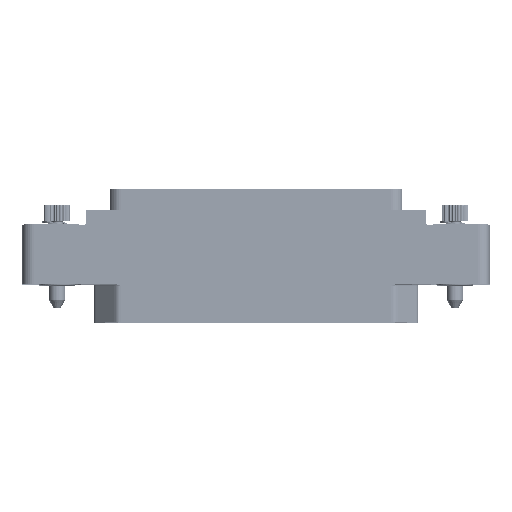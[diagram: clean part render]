
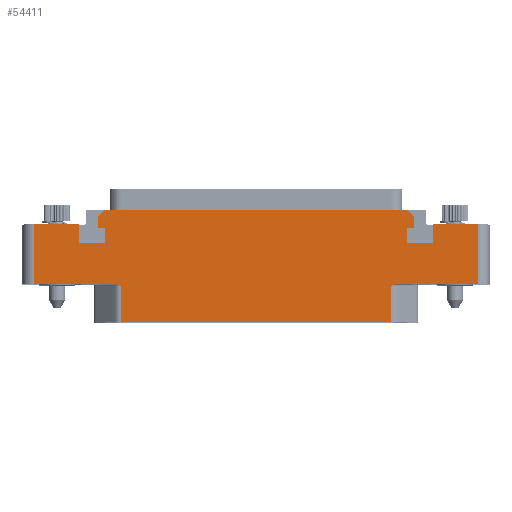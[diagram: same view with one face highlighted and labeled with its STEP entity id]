
A CAD part, top view. The second image highlights one B-rep face of the part: STEP entity #54411.
In plain terms, the highlighted planar face has unit normal (0, 0, 1).
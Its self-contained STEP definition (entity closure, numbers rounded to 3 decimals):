
#2280=DIRECTION('',(-1.,0.,0.));
#2281=VECTOR('',#2280,46.236);
#2282=CARTESIAN_POINT('',(23.118,-6.5,7.));
#2283=LINE('',#2282,#2281);
#2421=DIRECTION('',(0.,1.,0.));
#2422=VECTOR('',#2421,6.3);
#2423=CARTESIAN_POINT('',(23.118,-6.5,7.));
#2424=LINE('',#2423,#2422);
#2430=CARTESIAN_POINT('',(23.118,-0.2,7.));
#2431=CARTESIAN_POINT('',(23.155,-0.186,7.));
#2432=CARTESIAN_POINT('',(23.225,-0.161,7.));
#2433=CARTESIAN_POINT('',(23.318,-0.128,7.));
#2434=CARTESIAN_POINT('',(23.402,-0.1,7.));
#2435=CARTESIAN_POINT('',(23.479,-0.076,7.));
#2436=CARTESIAN_POINT('',(23.552,-0.055,7.));
#2437=CARTESIAN_POINT('',(23.623,-0.038,7.));
#2438=CARTESIAN_POINT('',(23.695,-0.022,7.));
#2439=CARTESIAN_POINT('',(23.769,-0.01,7.));
#2440=CARTESIAN_POINT('',(23.844,-0.002,7.));
#2441=CARTESIAN_POINT('',(23.893,0.,7.));
#2442=CARTESIAN_POINT('',(23.918,0.,7.));
#2449=DIRECTION('',(1.,0.,0.));
#2450=VECTOR('',#2449,7.8);
#2451=CARTESIAN_POINT('',(-38.,10.25,7.));
#2452=LINE('',#2451,#2450);
#2453=DIRECTION('',(0.,-1.,0.));
#2454=VECTOR('',#2453,3.2);
#2455=CARTESIAN_POINT('',(-30.2,10.25,7.));
#2456=LINE('',#2455,#2454);
#2457=DIRECTION('',(1.,0.,0.));
#2458=VECTOR('',#2457,4.4);
#2459=CARTESIAN_POINT('',(-30.2,7.05,7.));
#2460=LINE('',#2459,#2458);
#2461=DIRECTION('',(0.,1.,0.));
#2462=VECTOR('',#2461,2.6);
#2463=CARTESIAN_POINT('',(-25.8,7.05,7.));
#2464=LINE('',#2463,#2462);
#2465=DIRECTION('',(-1.,0.,0.));
#2466=VECTOR('',#2465,1.2);
#2467=CARTESIAN_POINT('',(-25.8,9.65,7.));
#2468=LINE('',#2467,#2466);
#2469=DIRECTION('',(0.,-1.,0.));
#2470=VECTOR('',#2469,1.9);
#2471=CARTESIAN_POINT('',(-27.,11.55,7.));
#2472=LINE('',#2471,#2470);
#2473=DIRECTION('',(1.,0.,0.));
#2474=VECTOR('',#2473,51.6);
#2475=CARTESIAN_POINT('',(-25.8,12.75,7.));
#2476=LINE('',#2475,#2474);
#2477=DIRECTION('',(0.,-1.,0.));
#2478=VECTOR('',#2477,1.9);
#2479=CARTESIAN_POINT('',(27.,11.55,7.));
#2480=LINE('',#2479,#2478);
#2481=DIRECTION('',(-1.,0.,0.));
#2482=VECTOR('',#2481,1.2);
#2483=CARTESIAN_POINT('',(27.,9.65,7.));
#2484=LINE('',#2483,#2482);
#2485=DIRECTION('',(0.,-1.,0.));
#2486=VECTOR('',#2485,2.6);
#2487=CARTESIAN_POINT('',(25.8,9.65,7.));
#2488=LINE('',#2487,#2486);
#2489=DIRECTION('',(1.,0.,0.));
#2490=VECTOR('',#2489,4.4);
#2491=CARTESIAN_POINT('',(25.8,7.05,7.));
#2492=LINE('',#2491,#2490);
#2493=DIRECTION('',(0.,1.,0.));
#2494=VECTOR('',#2493,3.2);
#2495=CARTESIAN_POINT('',(30.2,7.05,7.));
#2496=LINE('',#2495,#2494);
#2497=DIRECTION('',(1.,0.,0.));
#2498=VECTOR('',#2497,7.8);
#2499=CARTESIAN_POINT('',(30.2,10.25,7.));
#2500=LINE('',#2499,#2498);
#2501=DIRECTION('',(1.,0.,0.));
#2502=VECTOR('',#2501,14.082);
#2503=CARTESIAN_POINT('',(23.918,0.,7.));
#2504=LINE('',#2503,#2502);
#2530=DIRECTION('',(0.,1.,0.));
#2531=VECTOR('',#2530,10.25);
#2532=CARTESIAN_POINT('',(38.,0.,7.));
#2533=LINE('',#2532,#2531);
#2806=DIRECTION('',(0.707,-0.707,0.));
#2807=VECTOR('',#2806,1.697);
#2808=CARTESIAN_POINT('',(25.8,12.75,7.));
#2809=LINE('',#2808,#2807);
#2830=DIRECTION('',(-0.707,-0.707,0.));
#2831=VECTOR('',#2830,1.697);
#2832=CARTESIAN_POINT('',(-25.8,12.75,7.));
#2833=LINE('',#2832,#2831);
#2902=DIRECTION('',(0.,-1.,0.));
#2903=VECTOR('',#2902,10.25);
#2904=CARTESIAN_POINT('',(-38.,10.25,7.));
#2905=LINE('',#2904,#2903);
#2937=DIRECTION('',(1.,0.,0.));
#2938=VECTOR('',#2937,14.082);
#2939=CARTESIAN_POINT('',(-38.,0.,7.));
#2940=LINE('',#2939,#2938);
#3047=CARTESIAN_POINT('',(-23.918,0.,7.));
#3048=CARTESIAN_POINT('',(-23.893,0.,7.));
#3049=CARTESIAN_POINT('',(-23.844,-0.002,7.));
#3050=CARTESIAN_POINT('',(-23.769,-0.01,7.));
#3051=CARTESIAN_POINT('',(-23.695,-0.022,7.));
#3052=CARTESIAN_POINT('',(-23.623,-0.037,7.));
#3053=CARTESIAN_POINT('',(-23.552,-0.055,7.));
#3054=CARTESIAN_POINT('',(-23.479,-0.076,7.));
#3055=CARTESIAN_POINT('',(-23.402,-0.1,7.));
#3056=CARTESIAN_POINT('',(-23.318,-0.128,7.));
#3057=CARTESIAN_POINT('',(-23.225,-0.161,7.));
#3058=CARTESIAN_POINT('',(-23.155,-0.186,7.));
#3059=CARTESIAN_POINT('',(-23.118,-0.2,7.));
#3061=DIRECTION('',(0.,1.,0.));
#3062=VECTOR('',#3061,6.3);
#3063=CARTESIAN_POINT('',(-23.118,-6.5,7.));
#3064=LINE('',#3063,#3062);
#42870=CARTESIAN_POINT('',(-30.2,10.25,7.));
#42871=CARTESIAN_POINT('',(-30.2,7.05,7.));
#42872=VERTEX_POINT('',#42870);
#42873=VERTEX_POINT('',#42871);
#42874=CARTESIAN_POINT('',(-25.8,7.05,7.));
#42875=VERTEX_POINT('',#42874);
#42876=CARTESIAN_POINT('',(-25.8,9.65,7.));
#42877=VERTEX_POINT('',#42876);
#42878=CARTESIAN_POINT('',(-27.,9.65,7.));
#42879=VERTEX_POINT('',#42878);
#42880=CARTESIAN_POINT('',(27.,9.65,7.));
#42881=CARTESIAN_POINT('',(25.8,9.65,7.));
#42882=VERTEX_POINT('',#42880);
#42883=VERTEX_POINT('',#42881);
#42884=CARTESIAN_POINT('',(25.8,7.05,7.));
#42885=VERTEX_POINT('',#42884);
#42886=CARTESIAN_POINT('',(30.2,7.05,7.));
#42887=VERTEX_POINT('',#42886);
#42888=CARTESIAN_POINT('',(30.2,10.25,7.));
#42889=VERTEX_POINT('',#42888);
#42894=CARTESIAN_POINT('',(-25.8,12.75,7.));
#42896=VERTEX_POINT('',#42894);
#42898=CARTESIAN_POINT('',(-27.,11.55,7.));
#42900=VERTEX_POINT('',#42898);
#42902=CARTESIAN_POINT('',(25.8,12.75,7.));
#42904=VERTEX_POINT('',#42902);
#42906=CARTESIAN_POINT('',(27.,11.55,7.));
#42908=VERTEX_POINT('',#42906);
#42998=CARTESIAN_POINT('',(38.,0.,7.));
#42999=CARTESIAN_POINT('',(38.,10.25,7.));
#43000=VERTEX_POINT('',#42998);
#43001=VERTEX_POINT('',#42999);
#43006=CARTESIAN_POINT('',(-38.,10.25,7.));
#43007=CARTESIAN_POINT('',(-38.,0.,7.));
#43008=VERTEX_POINT('',#43006);
#43009=VERTEX_POINT('',#43007);
#43247=CARTESIAN_POINT('',(23.118,-6.5,7.));
#43249=VERTEX_POINT('',#43247);
#43250=CARTESIAN_POINT('',(-23.118,-6.5,7.));
#43252=VERTEX_POINT('',#43250);
#43314=CARTESIAN_POINT('',(-23.118,-0.2,7.));
#43315=VERTEX_POINT('',#43314);
#43316=CARTESIAN_POINT('',(-23.918,0.,7.));
#43317=VERTEX_POINT('',#43316);
#43318=CARTESIAN_POINT('',(23.118,-0.2,7.));
#43320=VERTEX_POINT('',#43318);
#43322=CARTESIAN_POINT('',(23.918,0.,7.));
#43324=VERTEX_POINT('',#43322);
#54359=CARTESIAN_POINT('',(0.,0.,7.));
#54360=DIRECTION('',(0.,0.,-1.));
#54361=DIRECTION('',(-1.,0.,0.));
#54362=AXIS2_PLACEMENT_3D('',#54359,#54360,#54361);
#54363=PLANE('',#54362);
#54365=ORIENTED_EDGE('',*,*,#54364,.F.);
#54366=ORIENTED_EDGE('',*,*,#54351,.F.);
#54367=ORIENTED_EDGE('',*,*,#54340,.F.);
#54368=ORIENTED_EDGE('',*,*,#54190,.T.);
#54370=ORIENTED_EDGE('',*,*,#54369,.T.);
#54372=ORIENTED_EDGE('',*,*,#54371,.F.);
#54374=ORIENTED_EDGE('',*,*,#54373,.F.);
#54376=ORIENTED_EDGE('',*,*,#54375,.F.);
#54378=ORIENTED_EDGE('',*,*,#54377,.T.);
#54380=ORIENTED_EDGE('',*,*,#54379,.T.);
#54382=ORIENTED_EDGE('',*,*,#54381,.T.);
#54384=ORIENTED_EDGE('',*,*,#54383,.T.);
#54386=ORIENTED_EDGE('',*,*,#54385,.T.);
#54388=ORIENTED_EDGE('',*,*,#54387,.F.);
#54390=ORIENTED_EDGE('',*,*,#54389,.F.);
#54392=ORIENTED_EDGE('',*,*,#54391,.T.);
#54394=ORIENTED_EDGE('',*,*,#54393,.T.);
#54396=ORIENTED_EDGE('',*,*,#54395,.T.);
#54398=ORIENTED_EDGE('',*,*,#54397,.T.);
#54400=ORIENTED_EDGE('',*,*,#54399,.T.);
#54402=ORIENTED_EDGE('',*,*,#54401,.T.);
#54404=ORIENTED_EDGE('',*,*,#54403,.T.);
#54406=ORIENTED_EDGE('',*,*,#54405,.T.);
#54408=ORIENTED_EDGE('',*,*,#54407,.F.);
#54409=EDGE_LOOP('',(#54365,#54366,#54367,#54368,#54370,#54372,#54374,#54376,
#54378,#54380,#54382,#54384,#54386,#54388,#54390,#54392,#54394,#54396,#54398,
#54400,#54402,#54404,#54406,#54408));
#54410=FACE_OUTER_BOUND('',#54409,.F.);
#54411=ADVANCED_FACE('',(#54410),#54363,.F.);
#2443=B_SPLINE_CURVE_WITH_KNOTS('',3,(#2430,#2431,#2432,#2433,#2434,#2435,#2436,
#2437,#2438,#2439,#2440,#2441,#2442),.UNSPECIFIED.,.F.,.F.,(4,1,1,1,1,1,1,1,1,1,
4),(0.,0.1,0.2,0.3,0.4,0.5,0.6,0.7,0.8,0.9,1.),
.UNSPECIFIED.);
#3060=B_SPLINE_CURVE_WITH_KNOTS('',3,(#3047,#3048,#3049,#3050,#3051,#3052,#3053,
#3054,#3055,#3056,#3057,#3058,#3059),.UNSPECIFIED.,.F.,.F.,(4,1,1,1,1,1,1,1,1,1,
4),(0.,0.1,0.2,0.3,0.4,0.5,0.6,0.7,0.8,0.9,1.),
.UNSPECIFIED.);
#54190=EDGE_CURVE('',#43249,#43252,#2283,.T.);
#54340=EDGE_CURVE('',#43249,#43320,#2424,.T.);
#54351=EDGE_CURVE('',#43320,#43324,#2443,.T.);
#54364=EDGE_CURVE('',#43324,#43000,#2504,.T.);
#54369=EDGE_CURVE('',#43252,#43315,#3064,.T.);
#54371=EDGE_CURVE('',#43317,#43315,#3060,.T.);
#54373=EDGE_CURVE('',#43009,#43317,#2940,.T.);
#54375=EDGE_CURVE('',#43008,#43009,#2905,.T.);
#54377=EDGE_CURVE('',#43008,#42872,#2452,.T.);
#54379=EDGE_CURVE('',#42872,#42873,#2456,.T.);
#54381=EDGE_CURVE('',#42873,#42875,#2460,.T.);
#54383=EDGE_CURVE('',#42875,#42877,#2464,.T.);
#54385=EDGE_CURVE('',#42877,#42879,#2468,.T.);
#54387=EDGE_CURVE('',#42900,#42879,#2472,.T.);
#54389=EDGE_CURVE('',#42896,#42900,#2833,.T.);
#54391=EDGE_CURVE('',#42896,#42904,#2476,.T.);
#54393=EDGE_CURVE('',#42904,#42908,#2809,.T.);
#54395=EDGE_CURVE('',#42908,#42882,#2480,.T.);
#54397=EDGE_CURVE('',#42882,#42883,#2484,.T.);
#54399=EDGE_CURVE('',#42883,#42885,#2488,.T.);
#54401=EDGE_CURVE('',#42885,#42887,#2492,.T.);
#54403=EDGE_CURVE('',#42887,#42889,#2496,.T.);
#54405=EDGE_CURVE('',#42889,#43001,#2500,.T.);
#54407=EDGE_CURVE('',#43000,#43001,#2533,.T.);
